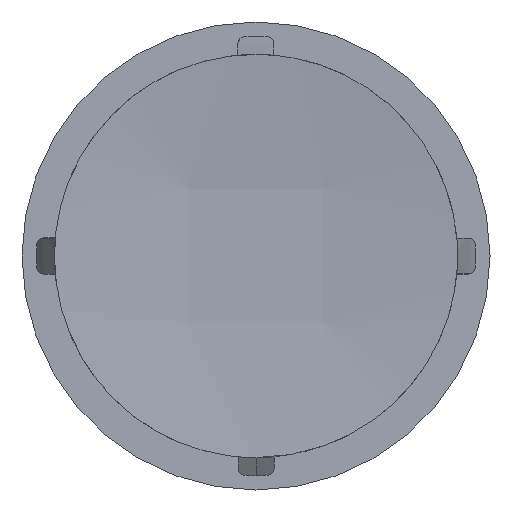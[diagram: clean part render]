
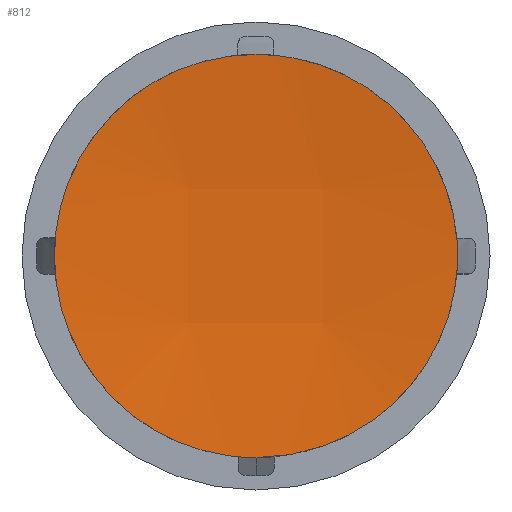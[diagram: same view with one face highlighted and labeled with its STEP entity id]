
A CAD part, left-side view. The second image highlights one B-rep face of the part: STEP entity #812.
In plain terms, the highlighted free-form (B-spline) face has degree [3, 3] with [4, 4] control points.
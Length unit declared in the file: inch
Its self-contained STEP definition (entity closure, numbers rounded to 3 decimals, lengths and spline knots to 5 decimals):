
#3 = CARTESIAN_POINT ( 'NONE',  ( -0.11753, 0.0192, 0.01891 ) ) ;
#9 = CARTESIAN_POINT ( 'NONE',  ( -0.12215, 0.0192, -0.05715 ) ) ;
#23 = CARTESIAN_POINT ( 'NONE',  ( -0.12316, -0.00731, -0.056 ) ) ;
#36 = CARTESIAN_POINT ( 'NONE',  ( -0.12316, 0.04222, -0.03697 ) ) ;
#61 = CARTESIAN_POINT ( 'NONE',  ( -0.12316, 0.0145, 0.05421 ) ) ;
#97 = CARTESIAN_POINT ( 'NONE',  ( -0.12316, 0.04859, -0.02808 ) ) ;
#98 = CARTESIAN_POINT ( 'NONE',  ( -0.12316, -0.01467, -0.05453 ) ) ;
#104 = CARTESIAN_POINT ( 'NONE',  ( -0.12316, -0.03446, 0.04474 ) ) ;
#117 = CARTESIAN_POINT ( 'NONE',  ( -0.12214, -0.01891, -0.05715 ) ) ;
#121 = CARTESIAN_POINT ( 'NONE',  ( -0.11754, -0.01891, -0.01926 ) ) ;
#127 = CARTESIAN_POINT ( 'NONE',  ( -0.12316, 0.02821, -0.04893 ) ) ;
#169 = CARTESIAN_POINT ( 'NONE',  ( -0.12316, 0.04894, 0.02817 ) ) ;
#176 = CARTESIAN_POINT ( 'NONE',  ( -0.12316, 0.01805, 0.05314 ) ) ;
#196 = B_SPLINE_CURVE_WITH_KNOTS ( 'NONE', 3,
 ( #1012, #23, #98, #402, #322, #715, #822, #331, #314, #224, #207, #623, #200, #701, #1223, #307, #1127, #918, #604, #104, #507, #926, #410, #814 ),
 .UNSPECIFIED., .F., .F.,
 ( 4, 2, 2, 2, 2, 2, 2, 2, 2, 2, 2, 4 ),
 ( 0.00445, 0.005, 0.00556, 0.00584, 0.00611, 0.00639, 0.00667, 0.00723, 0.0075, 0.00778, 0.00834, 0.00889 ),
 .UNSPECIFIED. ) ;
#200 = CARTESIAN_POINT ( 'NONE',  ( -0.12316, -0.056, -0.00374 ) ) ;
#207 = CARTESIAN_POINT ( 'NONE',  ( -0.12316, -0.0542, -0.01453 ) ) ;
#224 = CARTESIAN_POINT ( 'NONE',  ( -0.12316, -0.05312, -0.01809 ) ) ;
#307 = CARTESIAN_POINT ( 'NONE',  ( -0.12316, -0.05035, 0.0248 ) ) ;
#314 = CARTESIAN_POINT ( 'NONE',  ( -0.12316, -0.05031, -0.02486 ) ) ;
#322 = CARTESIAN_POINT ( 'NONE',  ( -0.12316, -0.0344, -0.04479 ) ) ;
#331 = CARTESIAN_POINT ( 'NONE',  ( -0.12316, -0.04859, -0.02808 ) ) ;
#335 = CARTESIAN_POINT ( 'NONE',  ( -0.12316, 0.03438, -0.04482 ) ) ;
#338 = VERTEX_POINT ( 'NONE', #1194 ) ;
#367 = CARTESIAN_POINT ( 'NONE',  ( -0.12316, 0.03702, 0.04217 ) ) ;
#402 = CARTESIAN_POINT ( 'NONE',  ( -0.12316, -0.02815, -0.04896 ) ) ;
#406 = CARTESIAN_POINT ( 'NONE',  ( -0.12316, 0., -0.056 ) ) ;
#410 = CARTESIAN_POINT ( 'NONE',  ( -0.12316, -0.0074, 0.056 ) ) ;
#415 = FACE_OUTER_BOUND ( 'NONE', #615, .T. ) ;
#421 = CARTESIAN_POINT ( 'NONE',  ( -0.12667, -0.05674, -0.0566 ) ) ;
#437 = CARTESIAN_POINT ( 'NONE',  ( -0.12316, 0.00365, -0.056 ) ) ;
#472 = CARTESIAN_POINT ( 'NONE',  ( -0.12316, 0.05453, 0.0147 ) ) ;
#484 = CARTESIAN_POINT ( 'NONE',  ( -0.12316, 0., 0.056 ) ) ;
#501 = CARTESIAN_POINT ( 'NONE',  ( -0.12214, 0.05702, 0.01873 ) ) ;
#507 = CARTESIAN_POINT ( 'NONE',  ( -0.12316, -0.02822, 0.04892 ) ) ;
#518 = CARTESIAN_POINT ( 'NONE',  ( -0.12215, 0.05702, -0.01907 ) ) ;
#524 = CARTESIAN_POINT ( 'NONE',  ( -0.12663, -0.05674, 0.05626 ) ) ;
#568 = CARTESIAN_POINT ( 'NONE',  ( -0.12316, 0.0037, 0.056 ) ) ;
#577 = CARTESIAN_POINT ( 'NONE',  ( -0.12316, 0.03414, 0.04454 ) ) ;
#602 = ORIENTED_EDGE ( 'NONE', *, *, #826, .T. ) ;
#604 = CARTESIAN_POINT ( 'NONE',  ( -0.12316, -0.04221, 0.03698 ) ) ;
#615 = EDGE_LOOP ( 'NONE', ( #1305, #602 ) ) ;
#623 = CARTESIAN_POINT ( 'NONE',  ( -0.12316, -0.05563, -0.00737 ) ) ;
#627 = CARTESIAN_POINT ( 'NONE',  ( -0.12316, 0.00737, -0.05563 ) ) ;
#699 = CARTESIAN_POINT ( 'NONE',  ( -0.12316, 0.04454, -0.03415 ) ) ;
#701 = CARTESIAN_POINT ( 'NONE',  ( -0.12316, -0.05601, 0.00734 ) ) ;
#715 = CARTESIAN_POINT ( 'NONE',  ( -0.12316, -0.04215, -0.03705 ) ) ;
#721 = CARTESIAN_POINT ( 'NONE',  ( -0.12209, -0.01891, 0.05681 ) ) ;
#765 = CARTESIAN_POINT ( 'NONE',  ( -0.12316, 0.056, -0.00363 ) ) ;
#770 = CARTESIAN_POINT ( 'NONE',  ( -0.12316, 0.00734, 0.05564 ) ) ;
#787 = CARTESIAN_POINT ( 'NONE',  ( -0.12316, 0.05421, -0.01453 ) ) ;
#790 = B_SPLINE_CURVE_WITH_KNOTS ( 'NONE', 3,
 ( #484, #568, #770, #61, #176, #1284, #889, #577, #367, #1208, #169, #472, #1303, #765, #1184, #787, #1222, #1214, #97, #699, #36, #335, #127, #1018, #1229, #627, #437, #406 ),
 .UNSPECIFIED., .F., .F.,
 ( 4, 2, 2, 2, 2, 2, 2, 2, 2, 2, 2, 2, 2, 4 ),
 ( 0., 0.00028, 0.00056, 0.00083, 0.00111, 0.00167, 0.00222, 0.0025, 0.00278, 0.00306, 0.00334, 0.00389, 0.00417, 0.00445 ),
 .UNSPECIFIED. ) ;
#812 = ADVANCED_FACE ( 'NONE', ( #415 ), #936, .F. ) ;
#814 = CARTESIAN_POINT ( 'NONE',  ( -0.12316, 0., 0.056 ) ) ;
#822 = CARTESIAN_POINT ( 'NONE',  ( -0.12316, -0.04452, -0.03417 ) ) ;
#826 = EDGE_CURVE ( 'NONE', #1026, #338, #196, .T. ) ;
#829 = CARTESIAN_POINT ( 'NONE',  ( -0.12671, 0.05702, -0.0566 ) ) ;
#889 = CARTESIAN_POINT ( 'NONE',  ( -0.12316, 0.02805, 0.04861 ) ) ;
#918 = CARTESIAN_POINT ( 'NONE',  ( -0.12316, -0.04457, 0.0341 ) ) ;
#926 = CARTESIAN_POINT ( 'NONE',  ( -0.12316, -0.01475, 0.05451 ) ) ;
#930 = CARTESIAN_POINT ( 'NONE',  ( -0.12212, -0.05674, -0.01907 ) ) ;
#936 =( BOUNDED_SURFACE ( )  B_SPLINE_SURFACE ( 3, 3, ( 
 ( #1033, #501, #518, #829 ),
 ( #1243, #3, #1238, #9 ),
 ( #721, #1132, #121, #117 ),
 ( #524, #937, #930, #421 ) ),
 .UNSPECIFIED., .F., .F., .F. ) 
 B_SPLINE_SURFACE_WITH_KNOTS ( ( 4, 4 ),
 ( 4, 4 ),
 ( 0., 1. ),
 ( 0., 1. ),
 .UNSPECIFIED. ) 
 GEOMETRIC_REPRESENTATION_ITEM ( )  RATIONAL_B_SPLINE_SURFACE ( (
 ( 1., 0.995, 0.995, 1.),
 ( 0.995, 0.99, 0.99, 0.995),
 ( 0.995, 0.99, 0.99, 0.995),
 ( 1., 0.995, 0.995, 1.) ) ) 
 REPRESENTATION_ITEM ( '' )  SURFACE ( )  );
#937 = CARTESIAN_POINT ( 'NONE',  ( -0.1221, -0.05674, 0.01873 ) ) ;
#1012 = CARTESIAN_POINT ( 'NONE',  ( -0.12316, 0., -0.056 ) ) ;
#1018 = CARTESIAN_POINT ( 'NONE',  ( -0.12316, 0.01803, -0.05314 ) ) ;
#1026 = VERTEX_POINT ( 'NONE', #1098 ) ;
#1033 = CARTESIAN_POINT ( 'NONE',  ( -0.12667, 0.05702, 0.05626 ) ) ;
#1068 = EDGE_CURVE ( 'NONE', #338, #1026, #790, .T. ) ;
#1098 = CARTESIAN_POINT ( 'NONE',  ( -0.12316, 0., -0.056 ) ) ;
#1127 = CARTESIAN_POINT ( 'NONE',  ( -0.12316, -0.04863, 0.02801 ) ) ;
#1132 = CARTESIAN_POINT ( 'NONE',  ( -0.11752, -0.01891, 0.01891 ) ) ;
#1184 = CARTESIAN_POINT ( 'NONE',  ( -0.12316, 0.05564, -0.00734 ) ) ;
#1194 = CARTESIAN_POINT ( 'NONE',  ( -0.12316, 0., 0.056 ) ) ;
#1208 = CARTESIAN_POINT ( 'NONE',  ( -0.12316, 0.04477, 0.03442 ) ) ;
#1214 = CARTESIAN_POINT ( 'NONE',  ( -0.12316, 0.05034, -0.0248 ) ) ;
#1222 = CARTESIAN_POINT ( 'NONE',  ( -0.12316, 0.05315, -0.01802 ) ) ;
#1223 = CARTESIAN_POINT ( 'NONE',  ( -0.12316, -0.05456, 0.01461 ) ) ;
#1229 = CARTESIAN_POINT ( 'NONE',  ( -0.12316, 0.01454, -0.0542 ) ) ;
#1238 = CARTESIAN_POINT ( 'NONE',  ( -0.11755, 0.0192, -0.01926 ) ) ;
#1243 = CARTESIAN_POINT ( 'NONE',  ( -0.12211, 0.0192, 0.05681 ) ) ;
#1284 = CARTESIAN_POINT ( 'NONE',  ( -0.12316, 0.02484, 0.05033 ) ) ;
#1303 = CARTESIAN_POINT ( 'NONE',  ( -0.12316, 0.056, 0.00732 ) ) ;
#1305 = ORIENTED_EDGE ( 'NONE', *, *, #1068, .T. ) ;
